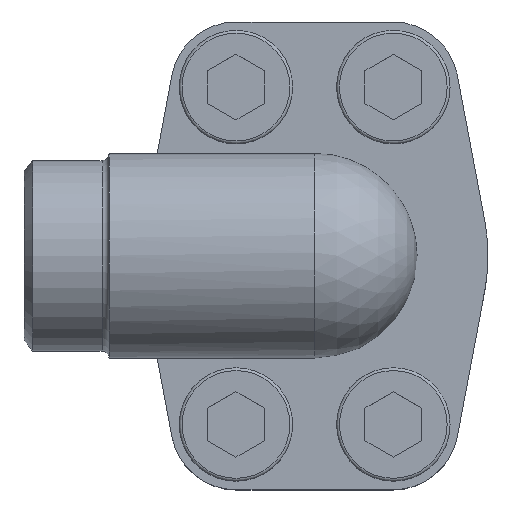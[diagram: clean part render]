
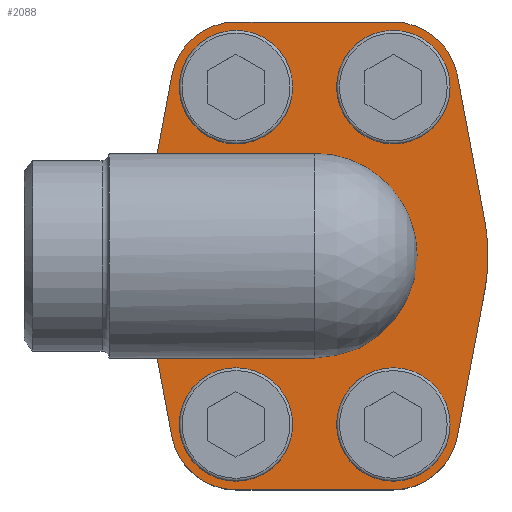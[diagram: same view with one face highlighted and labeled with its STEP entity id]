
A CAD part, top view. The second image highlights one B-rep face of the part: STEP entity #2088.
In plain terms, the highlighted planar face has unit normal (0, 0, 1).
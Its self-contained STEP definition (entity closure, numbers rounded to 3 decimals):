
#48=LINE('',#2893,#146);
#49=LINE('',#2895,#147);
#50=LINE('',#2899,#148);
#51=LINE('',#2903,#149);
#52=LINE('',#2907,#150);
#53=LINE('',#2911,#151);
#54=LINE('',#2915,#152);
#55=LINE('',#2917,#153);
#146=VECTOR('',#2430,1000.);
#147=VECTOR('',#2431,1000.);
#148=VECTOR('',#2434,1000.);
#149=VECTOR('',#2437,1000.);
#150=VECTOR('',#2440,1000.);
#151=VECTOR('',#2443,1000.);
#152=VECTOR('',#2446,1000.);
#153=VECTOR('',#2447,1000.);
#240=PLANE('',#2213);
#322=ORIENTED_EDGE('',*,*,#664,.F.);
#323=ORIENTED_EDGE('',*,*,#665,.F.);
#324=ORIENTED_EDGE('',*,*,#666,.F.);
#325=ORIENTED_EDGE('',*,*,#667,.F.);
#326=ORIENTED_EDGE('',*,*,#668,.F.);
#327=ORIENTED_EDGE('',*,*,#669,.T.);
#328=ORIENTED_EDGE('',*,*,#670,.T.);
#329=ORIENTED_EDGE('',*,*,#671,.T.);
#330=ORIENTED_EDGE('',*,*,#672,.T.);
#331=ORIENTED_EDGE('',*,*,#673,.T.);
#332=ORIENTED_EDGE('',*,*,#674,.T.);
#333=ORIENTED_EDGE('',*,*,#675,.T.);
#334=ORIENTED_EDGE('',*,*,#676,.T.);
#335=ORIENTED_EDGE('',*,*,#677,.T.);
#336=ORIENTED_EDGE('',*,*,#678,.T.);
#337=ORIENTED_EDGE('',*,*,#679,.T.);
#338=ORIENTED_EDGE('',*,*,#680,.T.);
#339=ORIENTED_EDGE('',*,*,#681,.T.);
#664=EDGE_CURVE('',#836,#836,#964,.T.);
#665=EDGE_CURVE('',#837,#837,#965,.T.);
#666=EDGE_CURVE('',#838,#838,#966,.T.);
#667=EDGE_CURVE('',#839,#839,#967,.T.);
#668=EDGE_CURVE('',#840,#841,#968,.T.);
#669=EDGE_CURVE('',#840,#842,#48,.F.);
#670=EDGE_CURVE('',#842,#843,#49,.T.);
#671=EDGE_CURVE('',#843,#844,#969,.T.);
#672=EDGE_CURVE('',#844,#845,#50,.T.);
#673=EDGE_CURVE('',#845,#846,#970,.T.);
#674=EDGE_CURVE('',#846,#847,#51,.T.);
#675=EDGE_CURVE('',#847,#848,#971,.T.);
#676=EDGE_CURVE('',#848,#849,#52,.T.);
#677=EDGE_CURVE('',#849,#850,#972,.T.);
#678=EDGE_CURVE('',#850,#851,#53,.T.);
#679=EDGE_CURVE('',#851,#852,#973,.T.);
#680=EDGE_CURVE('',#852,#853,#54,.T.);
#681=EDGE_CURVE('',#853,#841,#55,.T.);
#836=VERTEX_POINT('',#2883);
#837=VERTEX_POINT('',#2885);
#838=VERTEX_POINT('',#2887);
#839=VERTEX_POINT('',#2889);
#840=VERTEX_POINT('',#2891);
#841=VERTEX_POINT('',#2892);
#842=VERTEX_POINT('',#2894);
#843=VERTEX_POINT('',#2896);
#844=VERTEX_POINT('',#2898);
#845=VERTEX_POINT('',#2900);
#846=VERTEX_POINT('',#2902);
#847=VERTEX_POINT('',#2904);
#848=VERTEX_POINT('',#2906);
#849=VERTEX_POINT('',#2908);
#850=VERTEX_POINT('',#2910);
#851=VERTEX_POINT('',#2912);
#852=VERTEX_POINT('',#2914);
#853=VERTEX_POINT('',#2916);
#964=CIRCLE('',#2214,8.);
#965=CIRCLE('',#2215,8.);
#966=CIRCLE('',#2216,8.);
#967=CIRCLE('',#2217,8.);
#968=CIRCLE('',#2218,13.885);
#969=CIRCLE('',#2219,9.2);
#970=CIRCLE('',#2220,9.2);
#971=CIRCLE('',#2221,24.5);
#972=CIRCLE('',#2222,9.2);
#973=CIRCLE('',#2223,9.2);
#1033=EDGE_LOOP('',(#322));
#1034=EDGE_LOOP('',(#323));
#1035=EDGE_LOOP('',(#324));
#1036=EDGE_LOOP('',(#325));
#1037=EDGE_LOOP('',(#326,#327,#328,#329,#330,#331,#332,#333,#334,#335,#336,
#337,#338,#339));
#1196=FACE_BOUND('',#1033,.T.);
#1197=FACE_BOUND('',#1034,.T.);
#1198=FACE_BOUND('',#1035,.T.);
#1199=FACE_BOUND('',#1036,.T.);
#1200=FACE_BOUND('',#1037,.T.);
#2088=ADVANCED_FACE('',(#1196,#1197,#1198,#1199,#1200),#240,.T.);
#2213=AXIS2_PLACEMENT_3D('',#2881,#2418,#2419);
#2214=AXIS2_PLACEMENT_3D('',#2882,#2420,#2421);
#2215=AXIS2_PLACEMENT_3D('',#2884,#2422,#2423);
#2216=AXIS2_PLACEMENT_3D('',#2886,#2424,#2425);
#2217=AXIS2_PLACEMENT_3D('',#2888,#2426,#2427);
#2218=AXIS2_PLACEMENT_3D('',#2890,#2428,#2429);
#2219=AXIS2_PLACEMENT_3D('',#2897,#2432,#2433);
#2220=AXIS2_PLACEMENT_3D('',#2901,#2435,#2436);
#2221=AXIS2_PLACEMENT_3D('',#2905,#2438,#2439);
#2222=AXIS2_PLACEMENT_3D('',#2909,#2441,#2442);
#2223=AXIS2_PLACEMENT_3D('',#2913,#2444,#2445);
#2418=DIRECTION('',(0.,0.,1.));
#2419=DIRECTION('',(1.,0.,0.));
#2420=DIRECTION('',(0.,0.,1.));
#2421=DIRECTION('',(1.,0.,0.));
#2422=DIRECTION('',(0.,0.,1.));
#2423=DIRECTION('',(1.,0.,0.));
#2424=DIRECTION('',(0.,0.,1.));
#2425=DIRECTION('',(1.,0.,0.));
#2426=DIRECTION('',(0.,0.,1.));
#2427=DIRECTION('',(1.,0.,0.));
#2428=DIRECTION('',(0.,0.,1.));
#2429=DIRECTION('',(1.,0.,0.));
#2430=DIRECTION('',(1.,0.,0.));
#2431=DIRECTION('',(0.184,-0.983,0.));
#2432=DIRECTION('',(0.,0.,1.));
#2433=DIRECTION('',(1.,0.,0.));
#2434=DIRECTION('',(1.,0.,0.));
#2435=DIRECTION('',(0.,0.,1.));
#2436=DIRECTION('',(1.,0.,0.));
#2437=DIRECTION('',(0.184,0.983,0.));
#2438=DIRECTION('',(0.,0.,1.));
#2439=DIRECTION('',(1.,0.,0.));
#2440=DIRECTION('',(-0.184,0.983,0.));
#2441=DIRECTION('',(0.,0.,1.));
#2442=DIRECTION('',(1.,0.,0.));
#2443=DIRECTION('',(-1.,0.,0.));
#2444=DIRECTION('',(0.,0.,1.));
#2445=DIRECTION('',(1.,0.,0.));
#2446=DIRECTION('',(-0.184,-0.983,0.));
#2447=DIRECTION('',(1.,0.,0.));
#2881=CARTESIAN_POINT('',(0.,0.,18.));
#2882=CARTESIAN_POINT('',(11.1,-23.8,18.));
#2883=CARTESIAN_POINT('',(19.1,-23.8,18.));
#2884=CARTESIAN_POINT('',(-11.1,-23.8,18.));
#2885=CARTESIAN_POINT('',(-3.1,-23.8,18.));
#2886=CARTESIAN_POINT('',(-11.1,23.8,18.));
#2887=CARTESIAN_POINT('',(-3.1,23.8,18.));
#2888=CARTESIAN_POINT('',(11.1,23.8,18.));
#2889=CARTESIAN_POINT('',(19.1,23.8,18.));
#2890=CARTESIAN_POINT('',(0.,0.,18.));
#2891=CARTESIAN_POINT('',(0.,-13.885,18.));
#2892=CARTESIAN_POINT('',(0.,13.885,18.));
#2893=CARTESIAN_POINT('',(0.,-13.885,18.));
#2894=CARTESIAN_POINT('',(-22.322,-13.885,18.));
#2895=CARTESIAN_POINT('',(-24.08,-4.52,18.));
#2896=CARTESIAN_POINT('',(-20.142,-25.497,18.));
#2897=CARTESIAN_POINT('',(-11.1,-23.8,18.));
#2898=CARTESIAN_POINT('',(-11.1,-33.,18.));
#2899=CARTESIAN_POINT('',(-11.1,-33.,18.));
#2900=CARTESIAN_POINT('',(11.1,-33.,18.));
#2901=CARTESIAN_POINT('',(11.1,-23.8,18.));
#2902=CARTESIAN_POINT('',(20.142,-25.497,18.));
#2903=CARTESIAN_POINT('',(20.142,-25.497,18.));
#2904=CARTESIAN_POINT('',(24.08,-4.52,18.));
#2905=CARTESIAN_POINT('',(0.,0.,18.));
#2906=CARTESIAN_POINT('',(24.08,4.52,18.));
#2907=CARTESIAN_POINT('',(24.08,4.52,18.));
#2908=CARTESIAN_POINT('',(20.142,25.497,18.));
#2909=CARTESIAN_POINT('',(11.1,23.8,18.));
#2910=CARTESIAN_POINT('',(11.1,33.,18.));
#2911=CARTESIAN_POINT('',(11.1,33.,18.));
#2912=CARTESIAN_POINT('',(-11.1,33.,18.));
#2913=CARTESIAN_POINT('',(-11.1,23.8,18.));
#2914=CARTESIAN_POINT('',(-20.142,25.497,18.));
#2915=CARTESIAN_POINT('',(-20.142,25.497,18.));
#2916=CARTESIAN_POINT('',(-22.322,13.885,18.));
#2917=CARTESIAN_POINT('',(0.,13.885,18.));
